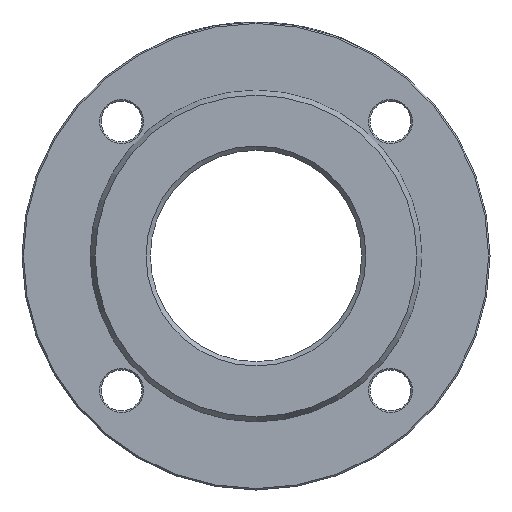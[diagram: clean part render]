
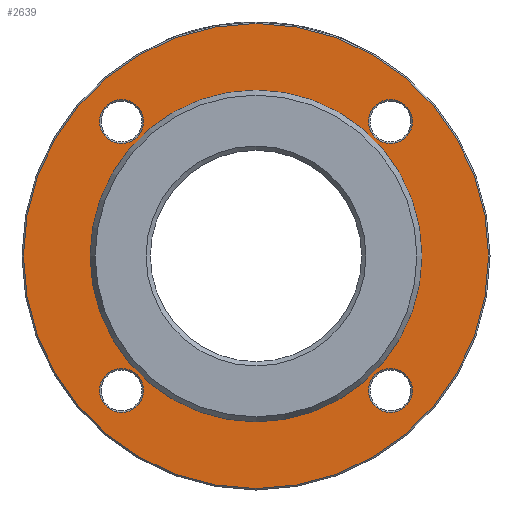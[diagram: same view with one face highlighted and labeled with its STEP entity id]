
A CAD part, left-side view. The second image highlights one B-rep face of the part: STEP entity #2639.
In plain terms, the highlighted planar face has unit normal (-1, 0, 0).
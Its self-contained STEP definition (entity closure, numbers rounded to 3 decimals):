
#125 = AXIS2_PLACEMENT_3D ( 'NONE', #4616, #2534, #2591 ) ;
#209 = EDGE_LOOP ( 'NONE', ( #742 ) ) ;
#263 = CIRCLE ( 'NONE', #3777, 7.5 ) ;
#283 = EDGE_CURVE ( 'NONE', #3807, #3807, #2082, .T. ) ;
#287 = DIRECTION ( 'NONE',  ( -1., 0., 0. ) ) ;
#289 = EDGE_CURVE ( 'NONE', #1258, #1258, #263, .T. ) ;
#598 = DIRECTION ( 'NONE',  ( 0., -1., 0. ) ) ;
#663 = DIRECTION ( 'NONE',  ( 0., 0., 1. ) ) ;
#742 = ORIENTED_EDGE ( 'NONE', *, *, #289, .T. ) ;
#747 = VERTEX_POINT ( 'NONE', #1718 ) ;
#751 = EDGE_LOOP ( 'NONE', ( #1324 ) ) ;
#867 = CARTESIAN_POINT ( 'NONE',  ( 3., 0., 56.732 ) ) ;
#883 = FACE_BOUND ( 'NONE', #2218, .T. ) ;
#911 = FACE_BOUND ( 'NONE', #2377, .T. ) ;
#954 = DIRECTION ( 'NONE',  ( 0., 0., -1. ) ) ;
#1258 = VERTEX_POINT ( 'NONE', #3302 ) ;
#1304 = CARTESIAN_POINT ( 'NONE',  ( 3., -45.962, -45.962 ) ) ;
#1324 = ORIENTED_EDGE ( 'NONE', *, *, #283, .T. ) ;
#1342 = DIRECTION ( 'NONE',  ( 1., 0., 0. ) ) ;
#1379 = DIRECTION ( 'NONE',  ( 0., 0., 1. ) ) ;
#1604 = VERTEX_POINT ( 'NONE', #3278 ) ;
#1661 = CARTESIAN_POINT ( 'NONE',  ( 3., 45.962, 45.962 ) ) ;
#1663 = EDGE_CURVE ( 'NONE', #747, #747, #4581, .T. ) ;
#1689 = CARTESIAN_POINT ( 'NONE',  ( 3., 38.462, -45.962 ) ) ;
#1718 = CARTESIAN_POINT ( 'NONE',  ( 3., -38.462, 45.962 ) ) ;
#1758 = DIRECTION ( 'NONE',  ( 0., 0., -1. ) ) ;
#1783 = CIRCLE ( 'NONE', #3447, 7.5 ) ;
#1841 = CARTESIAN_POINT ( 'NONE',  ( 3., 45.962, -45.962 ) ) ;
#1899 = EDGE_CURVE ( 'NONE', #3772, #3772, #1783, .T. ) ;
#2042 = ORIENTED_EDGE ( 'NONE', *, *, #3416, .T. ) ;
#2082 = CIRCLE ( 'NONE', #2459, 79.5 ) ;
#2218 = EDGE_LOOP ( 'NONE', ( #3979 ) ) ;
#2248 = EDGE_LOOP ( 'NONE', ( #2577 ) ) ;
#2377 = EDGE_LOOP ( 'NONE', ( #2042 ) ) ;
#2459 = AXIS2_PLACEMENT_3D ( 'NONE', #3446, #3331, #4716 ) ;
#2506 = AXIS2_PLACEMENT_3D ( 'NONE', #2586, #4611, #1758 ) ;
#2534 = DIRECTION ( 'NONE',  ( 1., 0., 0. ) ) ;
#2577 = ORIENTED_EDGE ( 'NONE', *, *, #1663, .T. ) ;
#2586 = CARTESIAN_POINT ( 'NONE',  ( 3., 56.732, 0. ) ) ;
#2591 = DIRECTION ( 'NONE',  ( 0., 1., 0. ) ) ;
#2637 = PLANE ( 'NONE',  #2506 ) ;
#2639 = ADVANCED_FACE ( 'NONE', ( #2943, #911, #3877, #3822, #3851, #883 ), #2637, .F. ) ;
#2762 = CARTESIAN_POINT ( 'NONE',  ( 3., 0., 0. ) ) ;
#2805 = EDGE_CURVE ( 'NONE', #4626, #4626, #3197, .T. ) ;
#2876 = ORIENTED_EDGE ( 'NONE', *, *, #1899, .T. ) ;
#2943 = FACE_BOUND ( 'NONE', #4929, .T. ) ;
#3038 = CIRCLE ( 'NONE', #4352, 7.5 ) ;
#3053 = DIRECTION ( 'NONE',  ( 1., 0., 0. ) ) ;
#3197 = CIRCLE ( 'NONE', #4607, 56.732 ) ;
#3278 = CARTESIAN_POINT ( 'NONE',  ( 3., -45.962, -38.462 ) ) ;
#3302 = CARTESIAN_POINT ( 'NONE',  ( 3., 45.962, 38.462 ) ) ;
#3331 = DIRECTION ( 'NONE',  ( -1., 0., 0. ) ) ;
#3416 = EDGE_CURVE ( 'NONE', #1604, #1604, #3038, .T. ) ;
#3446 = CARTESIAN_POINT ( 'NONE',  ( 3., 0., 0. ) ) ;
#3447 = AXIS2_PLACEMENT_3D ( 'NONE', #1841, #4871, #598 ) ;
#3772 = VERTEX_POINT ( 'NONE', #1689 ) ;
#3777 = AXIS2_PLACEMENT_3D ( 'NONE', #1661, #1342, #954 ) ;
#3807 = VERTEX_POINT ( 'NONE', #4162 ) ;
#3822 = FACE_BOUND ( 'NONE', #209, .T. ) ;
#3851 = FACE_OUTER_BOUND ( 'NONE', #751, .T. ) ;
#3877 = FACE_BOUND ( 'NONE', #2248, .T. ) ;
#3979 = ORIENTED_EDGE ( 'NONE', *, *, #2805, .F. ) ;
#4162 = CARTESIAN_POINT ( 'NONE',  ( 3., 0., -79.5 ) ) ;
#4352 = AXIS2_PLACEMENT_3D ( 'NONE', #1304, #3053, #1379 ) ;
#4581 = CIRCLE ( 'NONE', #125, 7.5 ) ;
#4607 = AXIS2_PLACEMENT_3D ( 'NONE', #2762, #287, #663 ) ;
#4611 = DIRECTION ( 'NONE',  ( 1., 0., 0. ) ) ;
#4616 = CARTESIAN_POINT ( 'NONE',  ( 3., -45.962, 45.962 ) ) ;
#4626 = VERTEX_POINT ( 'NONE', #867 ) ;
#4716 = DIRECTION ( 'NONE',  ( 0., 0., -1. ) ) ;
#4871 = DIRECTION ( 'NONE',  ( 1., 0., 0. ) ) ;
#4929 = EDGE_LOOP ( 'NONE', ( #2876 ) ) ;
